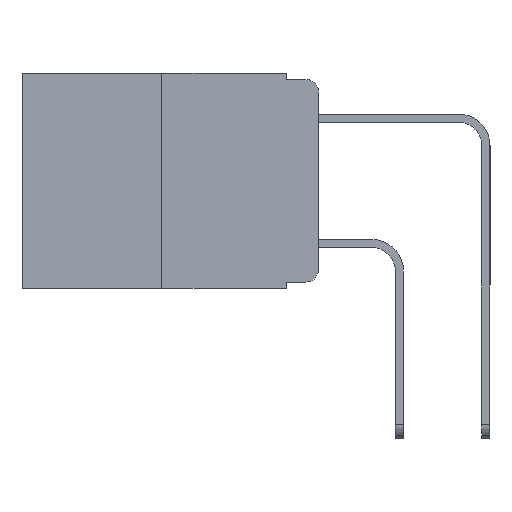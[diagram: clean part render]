
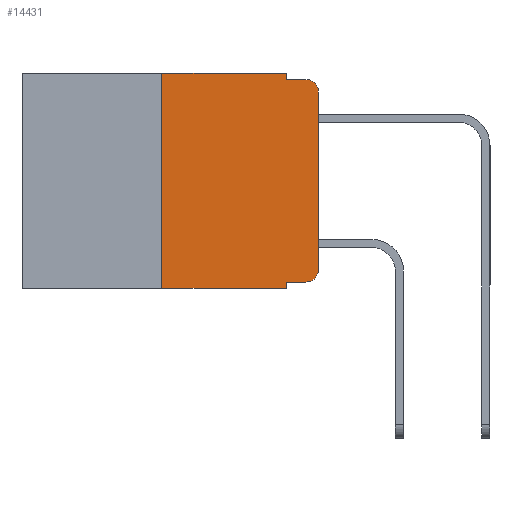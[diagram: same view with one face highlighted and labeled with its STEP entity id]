
A CAD part, left-side view. The second image highlights one B-rep face of the part: STEP entity #14431.
In plain terms, the highlighted planar face has unit normal (-1, 0, 0).
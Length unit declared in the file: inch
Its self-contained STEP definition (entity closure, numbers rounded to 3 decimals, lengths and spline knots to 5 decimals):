
#17 = ORIENTED_EDGE ( 'NONE', *, *, #9399, .F. ) ;
#261 = DIRECTION ( 'NONE',  ( 0., 0., -1. ) ) ;
#411 = CARTESIAN_POINT ( 'NONE',  ( 0., 0., -0.03 ) ) ;
#1183 = VERTEX_POINT ( 'NONE', #7204 ) ;
#1659 = DIRECTION ( 'NONE',  ( 0., -1., 0. ) ) ;
#1767 = LINE ( 'NONE', #10784, #12718 ) ;
#1874 = CARTESIAN_POINT ( 'NONE',  ( 0., 0.02, -0.03 ) ) ;
#2258 = DIRECTION ( 'NONE',  ( 0., -1., 0. ) ) ;
#2490 = CIRCLE ( 'NONE', #4176, 0.02 ) ;
#3065 = DIRECTION ( 'NONE',  ( 0., 0., -1. ) ) ;
#3177 = DIRECTION ( 'NONE',  ( 0., 0., -1. ) ) ;
#3989 = VECTOR ( 'NONE', #3177, 39.37008 ) ;
#4046 = LINE ( 'NONE', #12398, #6772 ) ;
#4081 = DIRECTION ( 'NONE',  ( 0., -1., 0. ) ) ;
#4088 = DIRECTION ( 'NONE',  ( 0., 0., 1. ) ) ;
#4095 = ORIENTED_EDGE ( 'NONE', *, *, #8701, .T. ) ;
#4155 = CARTESIAN_POINT ( 'NONE',  ( 0., 0.051, -0.01 ) ) ;
#4176 = AXIS2_PLACEMENT_3D ( 'NONE', #1874, #9883, #3065 ) ;
#4301 = VERTEX_POINT ( 'NONE', #10249 ) ;
#4362 = DIRECTION ( 'NONE',  ( -1., 0., 0. ) ) ;
#4530 = CARTESIAN_POINT ( 'NONE',  ( 0., 0.25, -0.343 ) ) ;
#4639 = CARTESIAN_POINT ( 'NONE',  ( 0., 0.473, 0. ) ) ;
#4695 = EDGE_CURVE ( 'NONE', #11106, #4301, #13517, .T. ) ;
#4870 = ORIENTED_EDGE ( 'NONE', *, *, #10113, .F. ) ;
#5814 = PLANE ( 'NONE',  #14624 ) ;
#5818 = VERTEX_POINT ( 'NONE', #13939 ) ;
#5823 = CARTESIAN_POINT ( 'NONE',  ( 0., 0., -0.313 ) ) ;
#6127 = LINE ( 'NONE', #14533, #14467 ) ;
#6292 = CARTESIAN_POINT ( 'NONE',  ( 0., 0.051, 0. ) ) ;
#6349 = CARTESIAN_POINT ( 'NONE',  ( 0., 0.473, -0.343 ) ) ;
#6430 = CARTESIAN_POINT ( 'NONE',  ( 0., 0.25, 0. ) ) ;
#6491 = CARTESIAN_POINT ( 'NONE',  ( 0., 0.473, 0. ) ) ;
#6772 = VECTOR ( 'NONE', #2258, 39.37008 ) ;
#6913 = VERTEX_POINT ( 'NONE', #5823 ) ;
#6961 = DIRECTION ( 'NONE',  ( 0., 0., -1. ) ) ;
#6976 = CIRCLE ( 'NONE', #13633, 0.02 ) ;
#7204 = CARTESIAN_POINT ( 'NONE',  ( 0., 0.02, -0.333 ) ) ;
#7373 = ORIENTED_EDGE ( 'NONE', *, *, #7939, .T. ) ;
#7379 = ORIENTED_EDGE ( 'NONE', *, *, #12266, .F. ) ;
#7769 = VECTOR ( 'NONE', #11977, 39.37008 ) ;
#7843 = VERTEX_POINT ( 'NONE', #4155 ) ;
#7939 = EDGE_CURVE ( 'NONE', #1183, #6913, #6976, .T. ) ;
#8068 = ORIENTED_EDGE ( 'NONE', *, *, #10835, .F. ) ;
#8240 = ORIENTED_EDGE ( 'NONE', *, *, #14436, .T. ) ;
#8701 = EDGE_CURVE ( 'NONE', #13127, #1183, #4046, .T. ) ;
#8943 = VERTEX_POINT ( 'NONE', #13947 ) ;
#8983 = CARTESIAN_POINT ( 'NONE',  ( 0., 0.051, -0.333 ) ) ;
#9314 = LINE ( 'NONE', #9981, #3989 ) ;
#9399 = EDGE_CURVE ( 'NONE', #13127, #8943, #13902, .T. ) ;
#9435 = ORIENTED_EDGE ( 'NONE', *, *, #4695, .F. ) ;
#9827 = LINE ( 'NONE', #6430, #12709 ) ;
#9883 = DIRECTION ( 'NONE',  ( -1., 0., 0. ) ) ;
#9981 = CARTESIAN_POINT ( 'NONE',  ( 0., 0.051, 0. ) ) ;
#10113 = EDGE_CURVE ( 'NONE', #10947, #11106, #9827, .T. ) ;
#10123 = VERTEX_POINT ( 'NONE', #411 ) ;
#10214 = DIRECTION ( 'NONE',  ( 1., 0., 0. ) ) ;
#10249 = CARTESIAN_POINT ( 'NONE',  ( 0., 0.051, 0. ) ) ;
#10437 = CARTESIAN_POINT ( 'NONE',  ( 0., 0.25, 0. ) ) ;
#10652 = EDGE_LOOP ( 'NONE', ( #8240, #12108, #7379, #8068, #9435, #4870, #13490, #17, #4095, #7373 ) ) ;
#10676 = VECTOR ( 'NONE', #261, 39.37008 ) ;
#10784 = CARTESIAN_POINT ( 'NONE',  ( 0., 0.051, -0.01 ) ) ;
#10835 = EDGE_CURVE ( 'NONE', #4301, #7843, #9314, .T. ) ;
#10947 = VERTEX_POINT ( 'NONE', #4530 ) ;
#11049 = CARTESIAN_POINT ( 'NONE',  ( 0., 0.02, -0.313 ) ) ;
#11106 = VERTEX_POINT ( 'NONE', #10437 ) ;
#11768 = VECTOR ( 'NONE', #1659, 39.37008 ) ;
#11952 = FACE_OUTER_BOUND ( 'NONE', #10652, .T. ) ;
#11977 = DIRECTION ( 'NONE',  ( 0., -1., 0. ) ) ;
#12108 = ORIENTED_EDGE ( 'NONE', *, *, #13028, .T. ) ;
#12122 = DIRECTION ( 'NONE',  ( 0., 0., -1. ) ) ;
#12266 = EDGE_CURVE ( 'NONE', #7843, #5818, #1767, .T. ) ;
#12398 = CARTESIAN_POINT ( 'NONE',  ( 0., 0.051, -0.333 ) ) ;
#12709 = VECTOR ( 'NONE', #4088, 39.37008 ) ;
#12718 = VECTOR ( 'NONE', #4081, 39.37008 ) ;
#13028 = EDGE_CURVE ( 'NONE', #10123, #5818, #2490, .T. ) ;
#13127 = VERTEX_POINT ( 'NONE', #8983 ) ;
#13472 = DIRECTION ( 'NONE',  ( 0., 0., 1. ) ) ;
#13490 = ORIENTED_EDGE ( 'NONE', *, *, #14614, .T. ) ;
#13517 = LINE ( 'NONE', #6491, #7769 ) ;
#13633 = AXIS2_PLACEMENT_3D ( 'NONE', #11049, #4362, #12122 ) ;
#13902 = LINE ( 'NONE', #6292, #10676 ) ;
#13939 = CARTESIAN_POINT ( 'NONE',  ( 0., 0.02, -0.01 ) ) ;
#13947 = CARTESIAN_POINT ( 'NONE',  ( 0., 0.051, -0.343 ) ) ;
#14431 = ADVANCED_FACE ( 'NONE', ( #11952 ), #5814, .F. ) ;
#14436 = EDGE_CURVE ( 'NONE', #6913, #10123, #6127, .T. ) ;
#14467 = VECTOR ( 'NONE', #13472, 39.37008 ) ;
#14533 = CARTESIAN_POINT ( 'NONE',  ( 0., 0., 0. ) ) ;
#14614 = EDGE_CURVE ( 'NONE', #10947, #8943, #14629, .T. ) ;
#14624 = AXIS2_PLACEMENT_3D ( 'NONE', #4639, #10214, #6961 ) ;
#14629 = LINE ( 'NONE', #6349, #11768 ) ;
